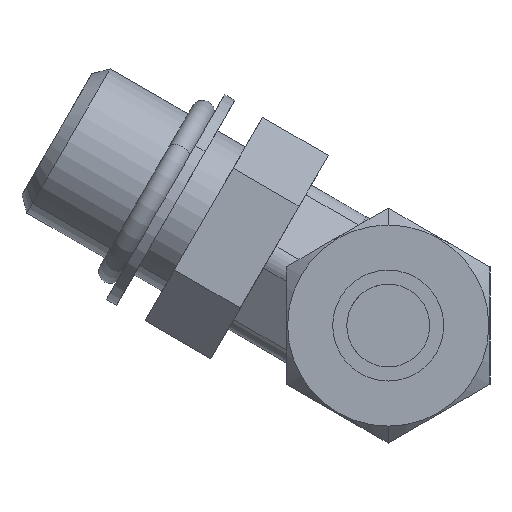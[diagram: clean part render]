
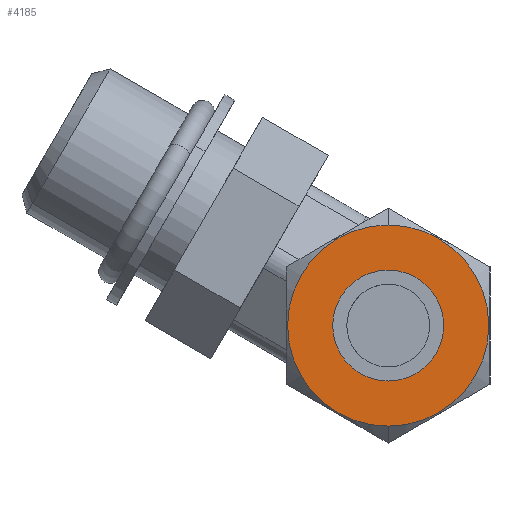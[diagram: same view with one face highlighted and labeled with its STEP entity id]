
A CAD part, left-side view. The second image highlights one B-rep face of the part: STEP entity #4185.
In plain terms, the highlighted planar face has unit normal (-1, 0, 0).
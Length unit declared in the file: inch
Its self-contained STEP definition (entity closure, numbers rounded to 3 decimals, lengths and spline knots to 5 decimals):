
#1765=CARTESIAN_POINT('',(-1.5,0.,0.));
#1766=DIRECTION('',(-1.,0.,0.));
#1767=DIRECTION('',(0.,0.,-1.));
#1768=AXIS2_PLACEMENT_3D('',#1765,#1766,#1767);
#1773=CARTESIAN_POINT('',(-1.5,0.,0.));
#1774=DIRECTION('',(-1.,0.,0.));
#1775=DIRECTION('',(0.,0.,1.));
#1776=AXIS2_PLACEMENT_3D('',#1773,#1774,#1775);
#1781=CARTESIAN_POINT('',(-1.5,0.,0.));
#1782=DIRECTION('',(1.,0.,0.));
#1783=DIRECTION('',(0.,1.,0.));
#1784=AXIS2_PLACEMENT_3D('',#1781,#1782,#1783);
#1789=CARTESIAN_POINT('',(-1.5,0.,0.));
#1790=DIRECTION('',(1.,0.,0.));
#1791=DIRECTION('',(0.,-1.,0.));
#1792=AXIS2_PLACEMENT_3D('',#1789,#1790,#1791);
#2458=CARTESIAN_POINT('',(-1.5,0.,-0.34));
#2459=CARTESIAN_POINT('',(-1.5,0.,0.34));
#2460=VERTEX_POINT('',#2458);
#2461=VERTEX_POINT('',#2459);
#2478=CARTESIAN_POINT('',(-1.5,0.1875,0.));
#2479=CARTESIAN_POINT('',(-1.5,-0.1875,0.));
#2480=VERTEX_POINT('',#2478);
#2481=VERTEX_POINT('',#2479);
#4169=CARTESIAN_POINT('',(-1.5,0.,0.));
#4170=DIRECTION('',(-1.,0.,0.));
#4171=DIRECTION('',(0.,0.,1.));
#4172=AXIS2_PLACEMENT_3D('',#4169,#4170,#4171);
#4173=PLANE('',#4172);
#4175=ORIENTED_EDGE('',*,*,#4174,.F.);
#4177=ORIENTED_EDGE('',*,*,#4176,.F.);
#4178=EDGE_LOOP('',(#4175,#4177));
#4179=FACE_OUTER_BOUND('',#4178,.F.);
#4180=ORIENTED_EDGE('',*,*,#4159,.F.);
#4182=ORIENTED_EDGE('',*,*,#4181,.F.);
#4183=EDGE_LOOP('',(#4180,#4182));
#4184=FACE_BOUND('',#4183,.F.);
#4185=ADVANCED_FACE('',(#4179,#4184),#4173,.T.);
#1769=CIRCLE('',#1768,0.34);
#1777=CIRCLE('',#1776,0.34);
#1785=CIRCLE('',#1784,0.1875);
#1793=CIRCLE('',#1792,0.1875);
#4159=EDGE_CURVE('',#2480,#2481,#1785,.T.);
#4174=EDGE_CURVE('',#2460,#2461,#1769,.T.);
#4176=EDGE_CURVE('',#2461,#2460,#1777,.T.);
#4181=EDGE_CURVE('',#2481,#2480,#1793,.T.);
